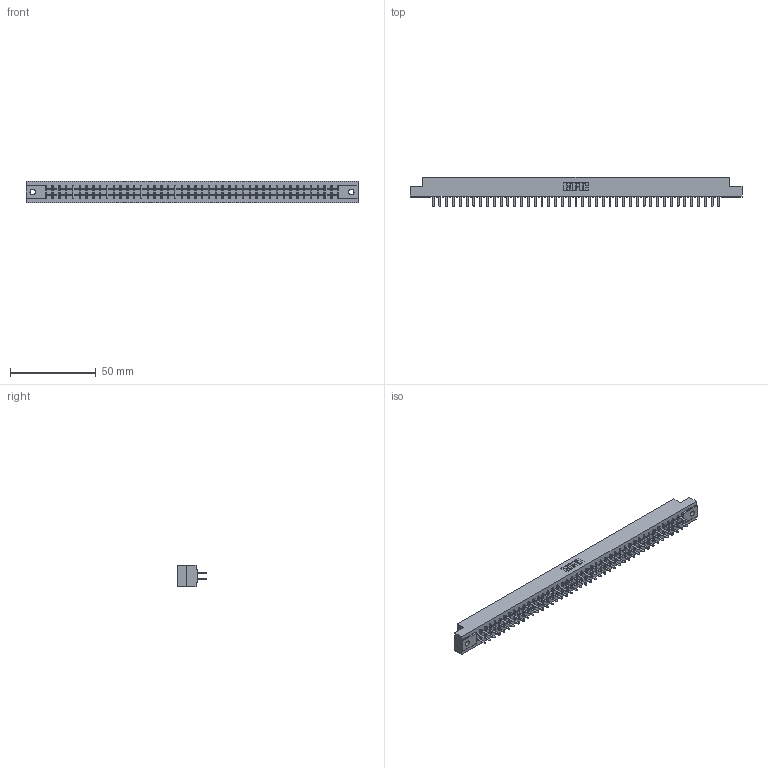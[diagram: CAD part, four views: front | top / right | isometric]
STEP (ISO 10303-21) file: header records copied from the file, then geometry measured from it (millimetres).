
FILE_DESCRIPTION (( 'STEP AP203' ), '1' );
FILE_NAME ('305-086-520-502.STEP', '2019-09-10T12:47:31', ( '' ), ( '' ), 'SwSTEP 2.0', 'SolidWorks 2016', '' );
FILE_SCHEMA (( 'CONFIG_CONTROL_DESIGN' ));
Length unit declared in the file: inch
Products named in the file (3): 305-086-520-502; 305-290-001_520; 305 Part_.128 Dia
Assembly tree (87 placements, depth 2):
  305-086-520-502
    305 Part_.128 Dia
    305-290-001_520  x86
Bounding box: 193.4 x 17.09 x 12.7 mm (x, y, z)
Volume: 19544.1 mm3; surface area: 25632.5 mm2
Topology: 87 solids, 87 shells, 4072 faces, 11625 edges, 7518 vertices
Faces by surface type: plane 2390, cylinder 1510, sphere 172
Entity records: 46318 total; most frequent: CARTESIAN_POINT 7663, ORIENTED_EDGE 7606, DIRECTION 7411, EDGE_CURVE 3803, LINE 3079, VECTOR 3079, VERTEX_POINT 2418, AXIS2_PLACEMENT_3D 2166
